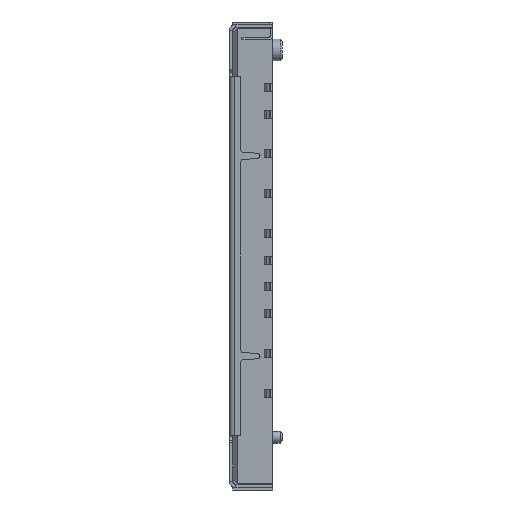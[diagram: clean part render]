
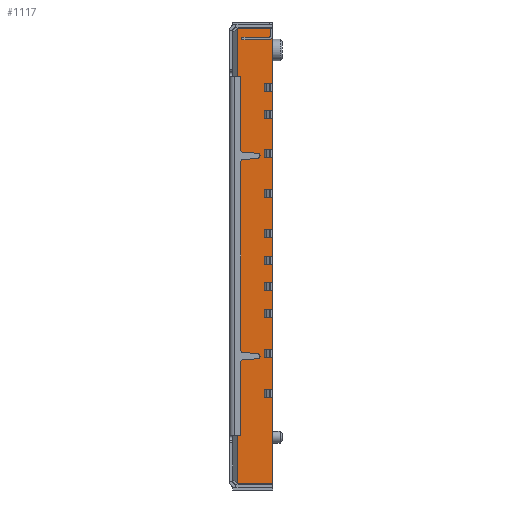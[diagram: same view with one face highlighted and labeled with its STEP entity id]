
A CAD part, left-side view. The second image highlights one B-rep face of the part: STEP entity #1117.
In plain terms, the highlighted planar face has unit normal (-1, 0, 0).
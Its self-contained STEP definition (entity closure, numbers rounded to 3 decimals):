
#18 = DIRECTION ( 'NONE',  ( 0., 0., 1. ) ) ;
#242 = ORIENTED_EDGE ( 'NONE', *, *, #1560, .T. ) ;
#302 = LINE ( 'NONE', #8151, #8304 ) ;
#438 = EDGE_LOOP ( 'NONE', ( #5136, #242, #2216, #2829 ) ) ;
#600 = CARTESIAN_POINT ( 'NONE',  ( -23.5, 0., -14.22 ) ) ;
#687 = VECTOR ( 'NONE', #9322, 1000. ) ;
#810 = VECTOR ( 'NONE', #18, 1000. ) ;
#978 = DIRECTION ( 'NONE',  ( 0., -1., 0. ) ) ;
#1117 = ADVANCED_FACE ( 'NONE', ( #7426 ), #7261, .F. ) ;
#1145 = CARTESIAN_POINT ( 'NONE',  ( -23.5, 0., 14.22 ) ) ;
#1560 = EDGE_CURVE ( 'NONE', #8363, #4704, #6734, .T. ) ;
#1719 = AXIS2_PLACEMENT_3D ( 'NONE', #5012, #2900, #5743 ) ;
#2216 = ORIENTED_EDGE ( 'NONE', *, *, #5728, .T. ) ;
#2387 = LINE ( 'NONE', #9350, #810 ) ;
#2829 = ORIENTED_EDGE ( 'NONE', *, *, #5780, .T. ) ;
#2893 = CARTESIAN_POINT ( 'NONE',  ( -23.5, 2.5, -14.22 ) ) ;
#2900 = DIRECTION ( 'NONE',  ( 1., 0., 0. ) ) ;
#3232 = DIRECTION ( 'NONE',  ( 0., 0., -1. ) ) ;
#3626 = CARTESIAN_POINT ( 'NONE',  ( -23.5, 2.2, -14.22 ) ) ;
#4250 = CARTESIAN_POINT ( 'NONE',  ( -23.5, 2.2, 14.22 ) ) ;
#4704 = VERTEX_POINT ( 'NONE', #3626 ) ;
#4808 = VECTOR ( 'NONE', #3232, 1000. ) ;
#5012 = CARTESIAN_POINT ( 'NONE',  ( -23.5, 2.5, 14.6 ) ) ;
#5136 = ORIENTED_EDGE ( 'NONE', *, *, #9164, .F. ) ;
#5728 = EDGE_CURVE ( 'NONE', #4704, #5912, #7364, .T. ) ;
#5743 = DIRECTION ( 'NONE',  ( 0., 0., -1. ) ) ;
#5780 = EDGE_CURVE ( 'NONE', #5912, #6419, #2387, .T. ) ;
#5912 = VERTEX_POINT ( 'NONE', #600 ) ;
#6419 = VERTEX_POINT ( 'NONE', #1145 ) ;
#6734 = LINE ( 'NONE', #7512, #4808 ) ;
#7261 = PLANE ( 'NONE',  #1719 ) ;
#7364 = LINE ( 'NONE', #2893, #687 ) ;
#7426 = FACE_OUTER_BOUND ( 'NONE', #438, .T. ) ;
#7512 = CARTESIAN_POINT ( 'NONE',  ( -23.5, 2.2, 14.6 ) ) ;
#8151 = CARTESIAN_POINT ( 'NONE',  ( -23.5, 2.5, 14.22 ) ) ;
#8304 = VECTOR ( 'NONE', #978, 1000. ) ;
#8363 = VERTEX_POINT ( 'NONE', #4250 ) ;
#9164 = EDGE_CURVE ( 'NONE', #8363, #6419, #302, .T. ) ;
#9322 = DIRECTION ( 'NONE',  ( 0., -1., 0. ) ) ;
#9350 = CARTESIAN_POINT ( 'NONE',  ( -23.5, 0., 14.6 ) ) ;
